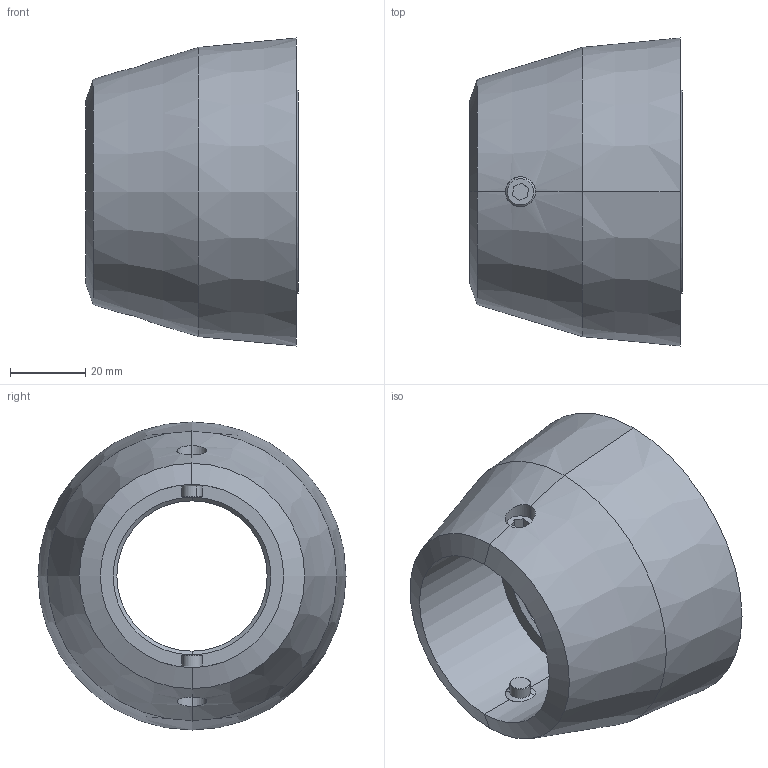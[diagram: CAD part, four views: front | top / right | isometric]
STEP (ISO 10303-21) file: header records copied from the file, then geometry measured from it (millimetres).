
FILE_DESCRIPTION (( 'STEP AP203' ), '1' );
FILE_NAME ('57037300_r.STEP', '2017-11-06T14:17:50', ( 'Admin' ), ( 'Hewlett-Packard Company' ), 'SwSTEP 2.0', 'SolidWorks 2017', '' );
FILE_SCHEMA (( 'CONFIG_CONTROL_DESIGN' ));
Length unit declared in the file: millimetre
Products named in the file (1): 57037300_r
Bounding box: 56.55 x 82 x 82 mm (x, y, z)
Volume: 132702.5 mm3; surface area: 43730.3 mm2
Topology: 4 solids, 5 shells, 113 faces, 253 edges, 147 vertices
Faces by surface type: cylinder 47, cone 38, plane 28
Entity records: 3378 total; most frequent: CARTESIAN_POINT 766, DIRECTION 573, ORIENTED_EDGE 486, EDGE_CURVE 243, AXIS2_PLACEMENT_3D 224, VERTEX_POINT 147, EDGE_LOOP 128, LINE 125
